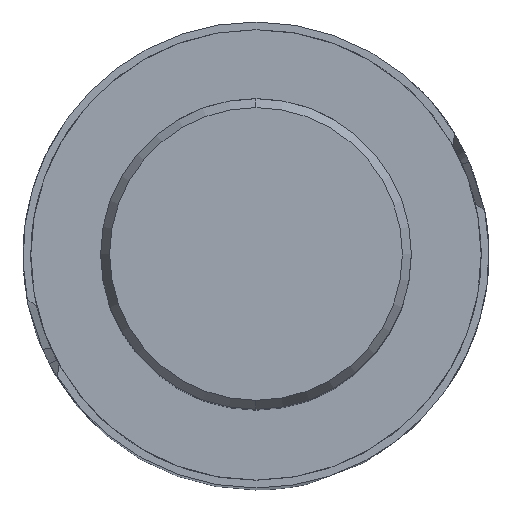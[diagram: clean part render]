
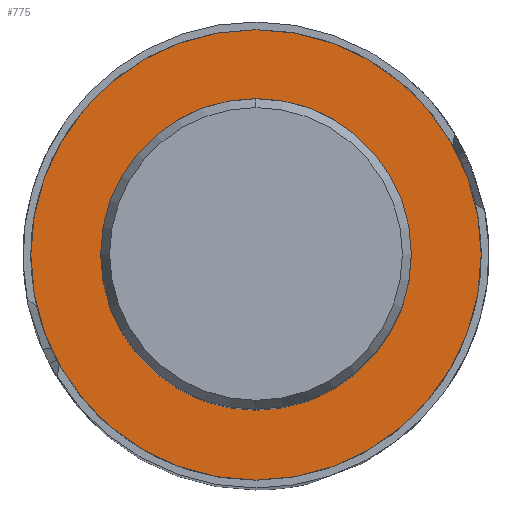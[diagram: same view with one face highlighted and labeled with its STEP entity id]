
A CAD part, top view. The second image highlights one B-rep face of the part: STEP entity #775.
In plain terms, the highlighted planar face has unit normal (0, 0, 1).
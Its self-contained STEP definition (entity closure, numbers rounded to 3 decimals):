
#405=EDGE_CURVE('',#551,#1121,#1167,.T.);
#491=EDGE_CURVE('',#997,#787,#1258,.T.);
#551=VERTEX_POINT('',#1328);
#761=EDGE_CURVE('',#787,#997,#1559,.T.);
#775=ADVANCED_FACE('',(#1574,#1575),#1576,.T.);
#787=VERTEX_POINT('',#1590);
#997=VERTEX_POINT('',#1818);
#1121=VERTEX_POINT('',#1954);
#1137=EDGE_CURVE('',#1121,#551,#1970,.T.);
#1167=CIRCLE('',#2010,29.0);
#1258=CIRCLE('',#2222,20.0);
#1328=CARTESIAN_POINT('',(0.,-29.0,-70.0));
#1559=CIRCLE('',#3391,20.0);
#1574=FACE_BOUND('',#3411,.T.);
#1575=FACE_OUTER_BOUND('',#3412,.T.);
#1576=PLANE('',#3413);
#1590=CARTESIAN_POINT('',(0.,-20.0,-70.0));
#1818=CARTESIAN_POINT('',(0.0,20.0,-70.0));
#1954=CARTESIAN_POINT('',(0.0,29.0,-70.0));
#1970=CIRCLE('',#4722,29.0);
#2010=AXIS2_PLACEMENT_3D('',#4740,#4741,#4742);
#2222=AXIS2_PLACEMENT_3D('',#4829,#4830,#4831);
#3391=AXIS2_PLACEMENT_3D('',#5218,#5219,#5220);
#3411=EDGE_LOOP('',(#5239,#5240));
#3412=EDGE_LOOP('',(#5241,#5242));
#3413=AXIS2_PLACEMENT_3D('',#5243,#5244,#5245);
#4722=AXIS2_PLACEMENT_3D('',#5673,#5674,#5675);
#4740=CARTESIAN_POINT('',(0.0,0.0,-70.0));
#4741=DIRECTION('',(0.0,0.0,-1.0));
#4742=DIRECTION('',(0.0,1.0,0.0));
#4829=CARTESIAN_POINT('',(0.0,0.0,-70.0));
#4830=DIRECTION('',(-0.0,0.0,-1.0));
#4831=DIRECTION('',(0.0,1.0,0.0));
#5218=CARTESIAN_POINT('',(0.0,0.0,-70.0));
#5219=DIRECTION('',(-0.0,0.0,-1.0));
#5220=DIRECTION('',(0.0,1.0,0.0));
#5239=ORIENTED_EDGE('',*,*,#491,.T.);
#5240=ORIENTED_EDGE('',*,*,#761,.T.);
#5241=ORIENTED_EDGE('',*,*,#1137,.F.);
#5242=ORIENTED_EDGE('',*,*,#405,.F.);
#5243=CARTESIAN_POINT('',(0.0,14.5,-70.0));
#5244=DIRECTION('',(-0.0,0.0,1.0));
#5245=DIRECTION('',(0.0,-1.0,0.0));
#5673=CARTESIAN_POINT('',(0.0,0.0,-70.0));
#5674=DIRECTION('',(0.0,0.0,-1.0));
#5675=DIRECTION('',(0.0,1.0,0.0));
